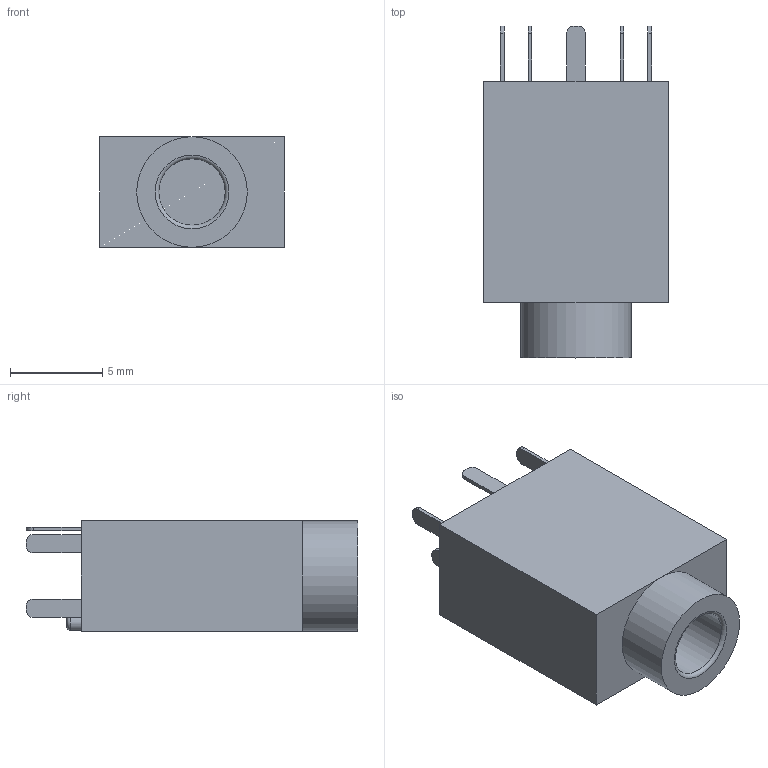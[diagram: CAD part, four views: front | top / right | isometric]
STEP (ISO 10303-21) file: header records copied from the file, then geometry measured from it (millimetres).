
FILE_DESCRIPTION(('FreeCAD Model'),'2;1');
FILE_NAME('Open CASCADE Shape Model','2023-11-26T17:18:30',(''),(''), 'Open CASCADE STEP processor 7.6','FreeCAD','Unknown');
FILE_SCHEMA(('AUTOMOTIVE_DESIGN { 1 0 10303 214 1 1 1 1 }'));
Length unit declared in the file: millimetre
Products named in the file (9): PJ358; Plastic001; Body015; Tip001; Brass; Pin; Pin02; Post; Body018
Assembly tree (12 placements, depth 3):
  PJ358
    Plastic001
      Body015
    Tip001
      Brass
    Pin
      Pin02  x5
    Post
      Body018
Bounding box: 10 x 18 x 6 mm (x, y, z)
Volume: 777.5 mm3; surface area: 669.5 mm2
Topology: 8 solids, 8 shells, 55 faces, 115 edges, 76 vertices
Faces by surface type: plane 40, cylinder 13, torus 2
Full cylindrical faces by diameter (mm): 0.8 x1, 3.6 x1, 6 x1
Entity records: 1354 total; most frequent: CARTESIAN_POINT 263, DIRECTION 180, ORIENTED_EDGE 86, PCURVE 86, DEFINITIONAL_REPRESENTATION 86, LINE 77, VECTOR 77, AXIS2_PLACEMENT_3D 50
